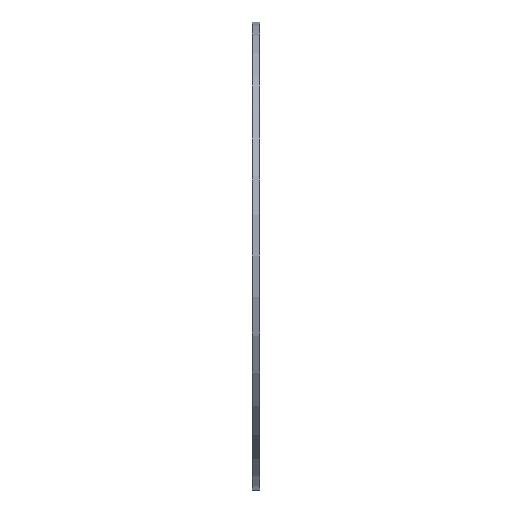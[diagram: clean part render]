
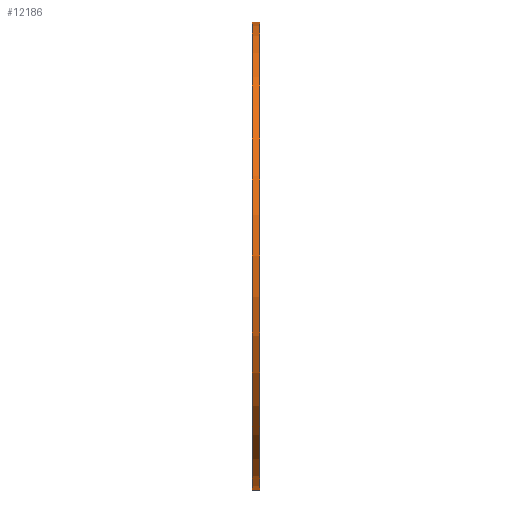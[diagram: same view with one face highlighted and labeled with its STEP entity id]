
A CAD part, front view. The second image highlights one B-rep face of the part: STEP entity #12186.
In plain terms, the highlighted cylindrical face has radius 160 mm (diameter 320 mm), a partial arc.
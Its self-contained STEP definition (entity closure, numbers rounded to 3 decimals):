
#136 = CIRCLE ( 'NONE', #27269, 160. ) ;
#166 = VERTEX_POINT ( 'NONE', #30974 ) ;
#215 = LINE ( 'NONE', #1089, #26736 ) ;
#868 = CARTESIAN_POINT ( 'NONE',  ( 0., 0., 160. ) ) ;
#1089 = CARTESIAN_POINT ( 'NONE',  ( -10., 0., -160. ) ) ;
#1481 = CARTESIAN_POINT ( 'NONE',  ( 5., 0., 160. ) ) ;
#2455 = VERTEX_POINT ( 'NONE', #1481 ) ;
#3752 = EDGE_CURVE ( 'NONE', #166, #27240, #29839, .T. ) ;
#6010 = EDGE_CURVE ( 'NONE', #2455, #27240, #41443, .T. ) ;
#8966 = DIRECTION ( 'NONE',  ( -1., 0., 0. ) ) ;
#10482 = DIRECTION ( 'NONE',  ( 0., 0., 1. ) ) ;
#11148 = CYLINDRICAL_SURFACE ( 'NONE', #28706, 160. ) ;
#11933 = CARTESIAN_POINT ( 'NONE',  ( -10., 0., 0. ) ) ;
#12186 = ADVANCED_FACE ( 'NONE', ( #16280 ), #11148, .T. ) ;
#13584 = CARTESIAN_POINT ( 'NONE',  ( 5., 0., 0. ) ) ;
#15530 = EDGE_CURVE ( 'NONE', #33704, #166, #215, .T. ) ;
#16280 = FACE_OUTER_BOUND ( 'NONE', #35814, .T. ) ;
#20231 = ORIENTED_EDGE ( 'NONE', *, *, #3752, .F. ) ;
#26393 = ORIENTED_EDGE ( 'NONE', *, *, #15530, .F. ) ;
#26736 = VECTOR ( 'NONE', #30682, 1000. ) ;
#27240 = VERTEX_POINT ( 'NONE', #868 ) ;
#27269 = AXIS2_PLACEMENT_3D ( 'NONE', #13584, #36973, #10482 ) ;
#28078 = DIRECTION ( 'NONE',  ( -1., 0., 0. ) ) ;
#28174 = DIRECTION ( 'NONE',  ( 0., 0., 1. ) ) ;
#28607 = DIRECTION ( 'NONE',  ( 0., 0., 1. ) ) ;
#28706 = AXIS2_PLACEMENT_3D ( 'NONE', #11933, #41185, #28174 ) ;
#29595 = AXIS2_PLACEMENT_3D ( 'NONE', #34993, #8966, #28607 ) ;
#29839 = CIRCLE ( 'NONE', #29595, 160. ) ;
#30682 = DIRECTION ( 'NONE',  ( -1., 0., 0. ) ) ;
#30974 = CARTESIAN_POINT ( 'NONE',  ( 0., 0., -160. ) ) ;
#31192 = CARTESIAN_POINT ( 'NONE',  ( -10., 0., 160. ) ) ;
#31621 = EDGE_CURVE ( 'NONE', #33704, #2455, #136, .T. ) ;
#32063 = ORIENTED_EDGE ( 'NONE', *, *, #31621, .T. ) ;
#32699 = VECTOR ( 'NONE', #28078, 1000. ) ;
#33704 = VERTEX_POINT ( 'NONE', #37621 ) ;
#34993 = CARTESIAN_POINT ( 'NONE',  ( 0., 0., 0. ) ) ;
#35814 = EDGE_LOOP ( 'NONE', ( #26393, #32063, #40304, #20231 ) ) ;
#36973 = DIRECTION ( 'NONE',  ( -1., 0., 0. ) ) ;
#37621 = CARTESIAN_POINT ( 'NONE',  ( 5., 0., -160. ) ) ;
#40304 = ORIENTED_EDGE ( 'NONE', *, *, #6010, .T. ) ;
#41185 = DIRECTION ( 'NONE',  ( -1., 0., 0. ) ) ;
#41443 = LINE ( 'NONE', #31192, #32699 ) ;
